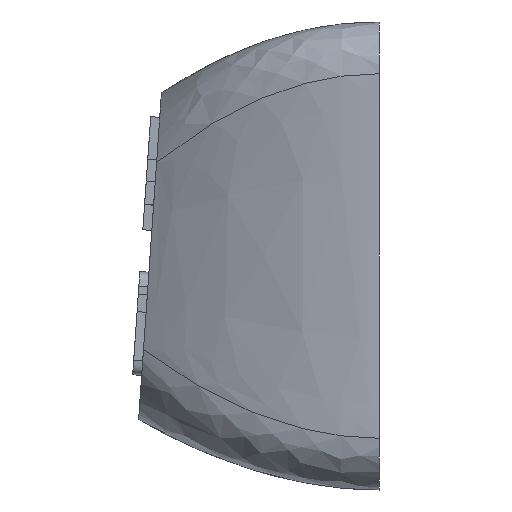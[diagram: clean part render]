
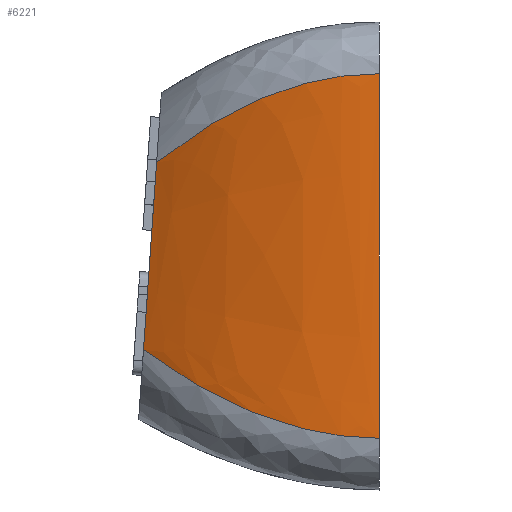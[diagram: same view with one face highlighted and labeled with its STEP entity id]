
A CAD part, left-side view. The second image highlights one B-rep face of the part: STEP entity #6221.
In plain terms, the highlighted free-form (B-spline) face has degree [3, 3] with [4, 4] control points.
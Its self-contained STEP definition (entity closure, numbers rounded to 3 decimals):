
#78=B_SPLINE_SURFACE_WITH_KNOTS('',3,3,((#9019,#9020,#9021,#9022),(#9023,
#9024,#9025,#9026),(#9027,#9028,#9029,#9030),(#9031,#9032,#9033,#9034)),
 .UNSPECIFIED.,.F.,.F.,.F.,(4,4),(4,4),(0.,1.),(0.,1.),.UNSPECIFIED.);
#258=B_SPLINE_CURVE_WITH_KNOTS('',3,(#9014,#9015,#9016,#9017),
 .UNSPECIFIED.,.F.,.F.,(4,4),(0.,1.),.UNSPECIFIED.);
#259=B_SPLINE_CURVE_WITH_KNOTS('',3,(#9038,#9039,#9040,#9041),
 .UNSPECIFIED.,.F.,.F.,(4,4),(0.,1.),.UNSPECIFIED.);
#575=FACE_OUTER_BOUND('',#907,.T.);
#907=EDGE_LOOP('',(#4254,#4255,#4256,#4257));
#1295=LINE('',#9036,#1906);
#1296=LINE('',#9042,#1907);
#1906=VECTOR('',#6892,10.);
#1907=VECTOR('',#6893,10.);
#2545=VERTEX_POINT('',#9011);
#2546=VERTEX_POINT('',#9013);
#2547=VERTEX_POINT('',#9035);
#2548=VERTEX_POINT('',#9037);
#3238=EDGE_CURVE('',#2545,#2546,#258,.T.);
#3240=EDGE_CURVE('',#2547,#2545,#1295,.T.);
#3241=EDGE_CURVE('',#2547,#2548,#259,.T.);
#3242=EDGE_CURVE('',#2548,#2546,#1296,.T.);
#4254=ORIENTED_EDGE('',*,*,#3240,.F.);
#4255=ORIENTED_EDGE('',*,*,#3241,.T.);
#4256=ORIENTED_EDGE('',*,*,#3242,.T.);
#4257=ORIENTED_EDGE('',*,*,#3238,.F.);
#6221=ADVANCED_FACE('',(#575),#78,.F.);
#6892=DIRECTION('',(0.,-0.07,0.998));
#6893=DIRECTION('',(0.,0.,1.));
#9011=CARTESIAN_POINT('',(2.7,8.614,12.669));
#9013=CARTESIAN_POINT('',(0.,0.,16.1));
#9014=CARTESIAN_POINT('Ctrl Pts',(2.7,8.614,12.669));
#9015=CARTESIAN_POINT('Ctrl Pts',(0.9,5.743,14.956));
#9016=CARTESIAN_POINT('Ctrl Pts',(0.,2.956,
16.1));
#9017=CARTESIAN_POINT('Ctrl Pts',(0.,0.,16.1));
#9019=CARTESIAN_POINT('Ctrl Pts',(2.7,9.12,5.431));
#9020=CARTESIAN_POINT('Ctrl Pts',(0.9,6.08,3.144));
#9021=CARTESIAN_POINT('Ctrl Pts',(0.,2.956,
2.));
#9022=CARTESIAN_POINT('Ctrl Pts',(0.,0.,
2.));
#9023=CARTESIAN_POINT('Ctrl Pts',(2.7,9.022,6.841));
#9024=CARTESIAN_POINT('Ctrl Pts',(0.939,6.014,4.776));
#9025=CARTESIAN_POINT('Ctrl Pts',(0.,2.956,
3.047));
#9026=CARTESIAN_POINT('Ctrl Pts',(0.,0.,
3.047));
#9027=CARTESIAN_POINT('Ctrl Pts',(2.7,8.713,11.259));
#9028=CARTESIAN_POINT('Ctrl Pts',(0.939,5.808,13.324));
#9029=CARTESIAN_POINT('Ctrl Pts',(0.,2.956,
15.053));
#9030=CARTESIAN_POINT('Ctrl Pts',(0.,0.,
15.053));
#9031=CARTESIAN_POINT('Ctrl Pts',(2.7,8.614,12.669));
#9032=CARTESIAN_POINT('Ctrl Pts',(0.9,5.743,14.956));
#9033=CARTESIAN_POINT('Ctrl Pts',(0.,2.956,
16.1));
#9034=CARTESIAN_POINT('Ctrl Pts',(0.,0.,16.1));
#9035=CARTESIAN_POINT('',(2.7,9.12,5.431));
#9036=CARTESIAN_POINT('',(2.7,8.614,12.669));
#9037=CARTESIAN_POINT('',(0.,0.,2.));
#9038=CARTESIAN_POINT('Ctrl Pts',(2.7,9.12,5.431));
#9039=CARTESIAN_POINT('Ctrl Pts',(0.9,6.08,3.144));
#9040=CARTESIAN_POINT('Ctrl Pts',(0.,2.956,
2.));
#9041=CARTESIAN_POINT('Ctrl Pts',(0.,0.,
2.));
#9042=CARTESIAN_POINT('',(0.,0.,16.1));
